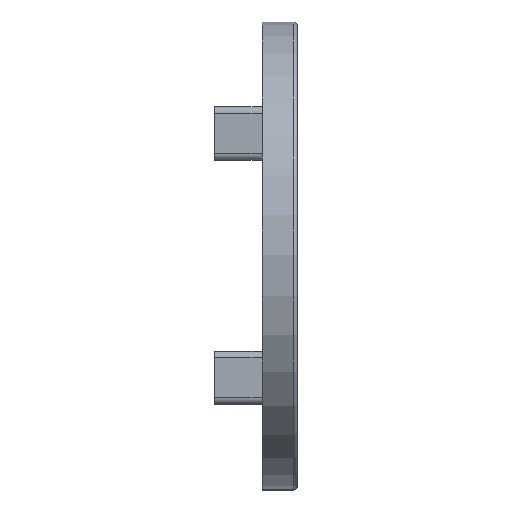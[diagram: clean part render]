
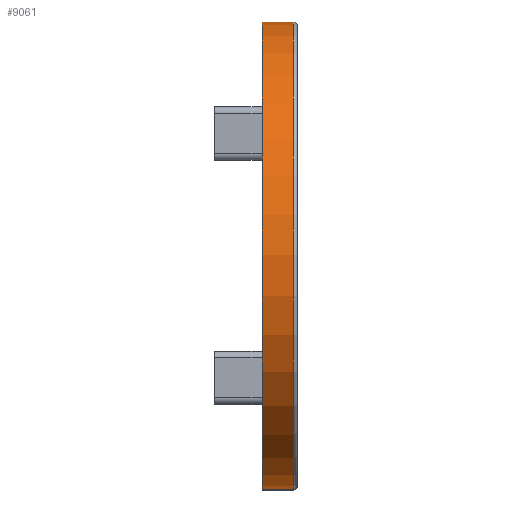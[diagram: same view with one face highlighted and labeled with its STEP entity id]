
A CAD part, top view. The second image highlights one B-rep face of the part: STEP entity #9061.
In plain terms, the highlighted cylindrical face has radius 17.25 mm (diameter 34.5 mm), a partial arc.
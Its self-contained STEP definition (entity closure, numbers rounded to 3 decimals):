
#260 = CIRCLE ( 'NONE', #20030, 17.25 ) ;
#590 = CARTESIAN_POINT ( 'NONE',  ( 0., 17.25, 20.25 ) ) ;
#2271 = VERTEX_POINT ( 'NONE', #9869 ) ;
#2273 = DIRECTION ( 'NONE',  ( 0., 0., -1. ) ) ;
#2317 = ORIENTED_EDGE ( 'NONE', *, *, #18554, .T. ) ;
#2578 = CIRCLE ( 'NONE', #17127, 17.25 ) ;
#3321 = CARTESIAN_POINT ( 'NONE',  ( 2.6, 17.25, 20.25 ) ) ;
#4192 = CARTESIAN_POINT ( 'NONE',  ( 2.6, -17.25, 20.25 ) ) ;
#4822 = CARTESIAN_POINT ( 'NONE',  ( 0., -17.25, 20.25 ) ) ;
#5004 = CARTESIAN_POINT ( 'NONE',  ( 2.3, 0., 20.25 ) ) ;
#5690 = DIRECTION ( 'NONE',  ( 1., 0., 0. ) ) ;
#6105 = FACE_OUTER_BOUND ( 'NONE', #7204, .T. ) ;
#6379 = VERTEX_POINT ( 'NONE', #4822 ) ;
#6575 = ORIENTED_EDGE ( 'NONE', *, *, #9525, .T. ) ;
#7204 = EDGE_LOOP ( 'NONE', ( #14036, #6575, #15889, #2317 ) ) ;
#7467 = VERTEX_POINT ( 'NONE', #590 ) ;
#7897 = DIRECTION ( 'NONE',  ( -1., 0., 0. ) ) ;
#9061 = ADVANCED_FACE ( 'NONE', ( #6105 ), #13829, .T. ) ;
#9525 = EDGE_CURVE ( 'NONE', #2271, #17133, #260, .T. ) ;
#9869 = CARTESIAN_POINT ( 'NONE',  ( 2.3, -17.25, 20.25 ) ) ;
#10399 = DIRECTION ( 'NONE',  ( 0., 0., 1. ) ) ;
#10989 = CARTESIAN_POINT ( 'NONE',  ( 0., 0., 20.25 ) ) ;
#11764 = CARTESIAN_POINT ( 'NONE',  ( 2.3, 17.25, 20.25 ) ) ;
#11789 = DIRECTION ( 'NONE',  ( 0., 0., -1. ) ) ;
#12257 = DIRECTION ( 'NONE',  ( -1., 0., 0. ) ) ;
#13746 = VECTOR ( 'NONE', #7897, 1000. ) ;
#13829 = CYLINDRICAL_SURFACE ( 'NONE', #19830, 17.25 ) ;
#14036 = ORIENTED_EDGE ( 'NONE', *, *, #14792, .F. ) ;
#14792 = EDGE_CURVE ( 'NONE', #2271, #6379, #22541, .T. ) ;
#15889 = ORIENTED_EDGE ( 'NONE', *, *, #19048, .T. ) ;
#16900 = VECTOR ( 'NONE', #22602, 1000. ) ;
#17127 = AXIS2_PLACEMENT_3D ( 'NONE', #10989, #5690, #2273 ) ;
#17133 = VERTEX_POINT ( 'NONE', #11764 ) ;
#17321 = CARTESIAN_POINT ( 'NONE',  ( 2.6, 0., 20.25 ) ) ;
#18554 = EDGE_CURVE ( 'NONE', #7467, #6379, #2578, .T. ) ;
#19048 = EDGE_CURVE ( 'NONE', #17133, #7467, #21042, .T. ) ;
#19830 = AXIS2_PLACEMENT_3D ( 'NONE', #17321, #12257, #10399 ) ;
#20030 = AXIS2_PLACEMENT_3D ( 'NONE', #5004, #22488, #11789 ) ;
#21042 = LINE ( 'NONE', #3321, #16900 ) ;
#22488 = DIRECTION ( 'NONE',  ( -1., 0., 0. ) ) ;
#22541 = LINE ( 'NONE', #4192, #13746 ) ;
#22602 = DIRECTION ( 'NONE',  ( -1., 0., 0. ) ) ;
